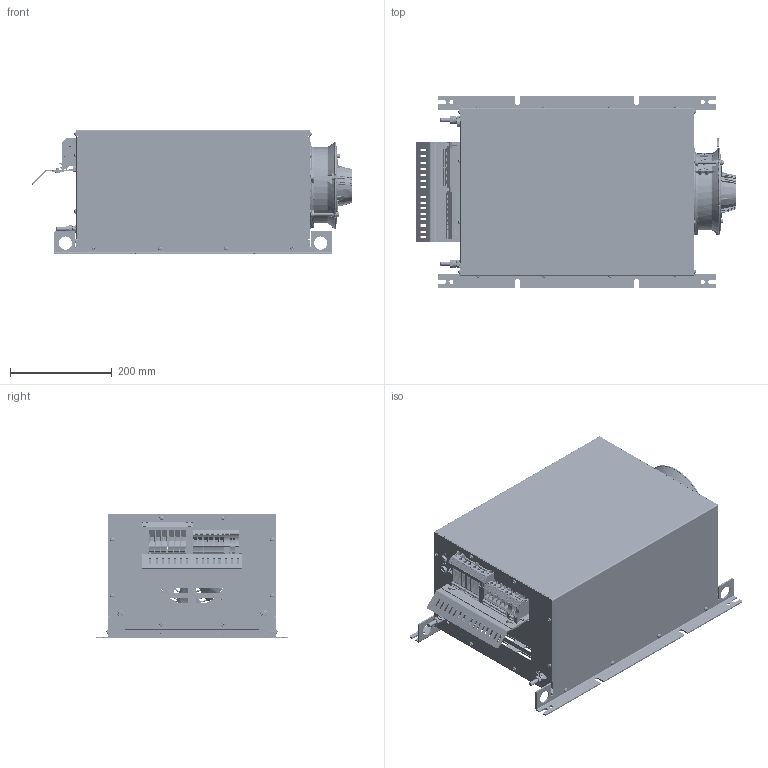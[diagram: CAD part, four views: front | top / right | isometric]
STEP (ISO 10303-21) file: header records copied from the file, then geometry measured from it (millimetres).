
FILE_DESCRIPTION(/* description */ (''),/* implementation_level */ '2;1');
FILE_NAME(/* name */ 'X3 IP20 ef2.stp',/* time_stamp */ '2014-08-13T18:52:10+02:00',/* author */ ('FR'),/* organization */ (''),/* preprocessor_version */ 'ST-DEVELOPER v15.6',/* originating_system */ 'Autodesk Inventor 2015',/* authorisation */ '');
FILE_SCHEMA (('AUTOMOTIVE_DESIGN { 1 0 10303 214 3 1 1 }'));
Products named in the file (38): 10100256 Bodenblech X3; 10100388 Deckel RHF-BG X3-A; 10100387 Anschlussblech RHF-BG X3-A; 10100262 Lüfterblech RHF-BG X3-A; Klemmenblech X3; Zugentlastung X3; DIN 912 - M4 x 0,7 x 6 x 4,25; Hutschiene 35x7x197mm; WDU_16_1020400000; WAP_16; WEW_35_1_1059000000 ; WAP_2_5_10_1050000000; WEW_35_2_1061200000; WDU_2_5_1020000000; WDU_10_1020300000; DIN 6798 - A  8,4; DIN 934 - M8 x 1,25; DIN 128 - A8; DIN 125 - A 8,4; ISO 4017 - M8 x 40DIN EN; Erdungsschraube_X3-X6_IP20; ISO 7045 - M4 x 12 - 4.8 - ZDIN EN ISO; DIN 128 - A5; DIN 125 - A 5,3; DIN 912 - M5 x 0,8 x 50 x 22; 11100001 Sicherungshalter 6_3x32; 11100001-1 Mutter M12; 11100001-2 Kappe; AC 6200 N 9205414000_CKB_001_-; Ring1; Ring2; Ring3; Ring4; Ring5; Öse; Schutzgitter LZ37; X3 IP20 ef2
Bounding box: 629.38 x 378 x 244.5 mm (x, y, z)
Volume: 1690927.9 mm3; surface area: 1880676 mm2
Topology: 100 solids, 104 shells, 11212 faces, 30675 edges, 19777 vertices
Faces by surface type: plane 6378, cylinder 2591, bspline 1154, cone 527, torus 427, sphere 135
Full cylindrical faces by diameter (mm): 1 x2, 2.5 x10, 3.242 x30, 3.621 x24, 3.95 x2, 4 x32, 4.25 x8, 5 x24, 5.2 x2, 5.3 x2, 5.6 x2, 5.8 x1, 6.2 x1, 6.32 x12, 6.647 x4, 6.8 x19, 7 x2, 8 x8, 8.2 x6, 8.4 x8, 8.5 x4, 9.2 x2, 9.4 x2, 9.5 x2, 10 x2, 10.917 x2, 11.4 x2, 11.5 x2, 11.63 x2, 12.5 x2
Entity records: 269576 total; most frequent: CARTESIAN_POINT 111039, ORIENTED_EDGE 33478, DIRECTION 29651, EDGE_CURVE 16739, VERTEX_POINT 10750, AXIS2_PLACEMENT_3D 10095, LINE 9461, VECTOR 9461
